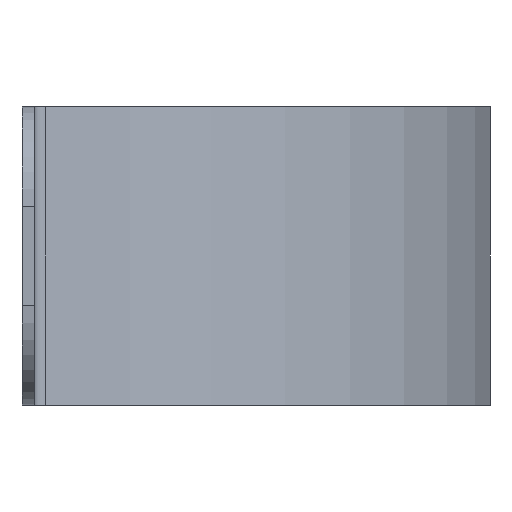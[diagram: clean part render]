
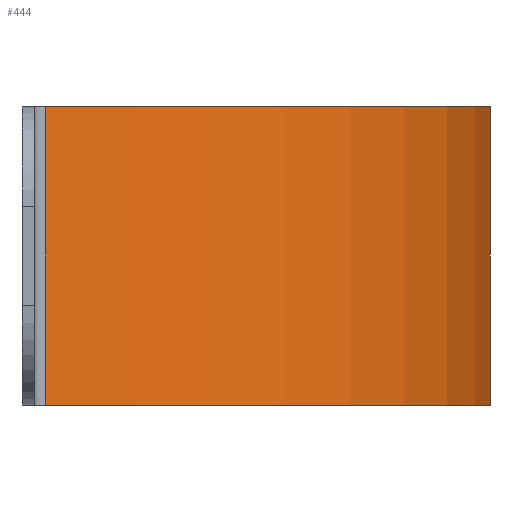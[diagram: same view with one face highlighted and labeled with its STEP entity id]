
A CAD part, left-side view. The second image highlights one B-rep face of the part: STEP entity #444.
In plain terms, the highlighted cylindrical face has radius 52.25 mm (diameter 104.5 mm), a partial arc.
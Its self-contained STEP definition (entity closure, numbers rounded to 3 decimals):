
#53=LINE('',#729,#89);
#60=LINE('',#754,#96);
#89=VECTOR('',#585,10.);
#96=VECTOR('',#616,10.);
#130=FACE_OUTER_BOUND('',#163,.T.);
#163=EDGE_LOOP('',(#380,#381,#382,#383));
#188=CIRCLE('',#492,52.25);
#193=CIRCLE('',#502,52.25);
#221=VERTEX_POINT('',#726);
#222=VERTEX_POINT('',#728);
#227=VERTEX_POINT('',#747);
#228=VERTEX_POINT('',#753);
#266=EDGE_CURVE('',#221,#222,#53,.T.);
#276=EDGE_CURVE('',#227,#222,#188,.T.);
#279=EDGE_CURVE('',#228,#227,#60,.T.);
#286=EDGE_CURVE('',#228,#221,#193,.T.);
#380=ORIENTED_EDGE('',*,*,#266,.F.);
#381=ORIENTED_EDGE('',*,*,#286,.F.);
#382=ORIENTED_EDGE('',*,*,#279,.T.);
#383=ORIENTED_EDGE('',*,*,#276,.T.);
#421=CYLINDRICAL_SURFACE('',#503,52.25);
#444=ADVANCED_FACE('',(#130),#421,.T.);
#492=AXIS2_PLACEMENT_3D('',#748,#607,#608);
#502=AXIS2_PLACEMENT_3D('',#766,#632,#633);
#503=AXIS2_PLACEMENT_3D('',#767,#634,#635);
#585=DIRECTION('',(0.,0.,-1.));
#607=DIRECTION('center_axis',(0.,0.,1.));
#608=DIRECTION('ref_axis',(-0.99,-0.14,0.));
#616=DIRECTION('',(0.,0.,-1.));
#632=DIRECTION('center_axis',(0.,0.,1.));
#633=DIRECTION('ref_axis',(-0.99,-0.14,0.));
#634=DIRECTION('center_axis',(0.,0.,1.));
#635=DIRECTION('ref_axis',(-0.99,-0.14,0.));
#726=CARTESIAN_POINT('',(51.734,-7.325,30.));
#728=CARTESIAN_POINT('',(51.734,-7.325,0.));
#729=CARTESIAN_POINT('',(51.734,-7.325,15.));
#747=CARTESIAN_POINT('',(-51.734,-7.325,0.));
#748=CARTESIAN_POINT('Origin',(0.,0.,
0.));
#753=CARTESIAN_POINT('',(-51.734,-7.325,30.));
#754=CARTESIAN_POINT('',(-51.734,-7.325,15.));
#766=CARTESIAN_POINT('Origin',(0.,0.,
30.));
#767=CARTESIAN_POINT('Origin',(0.,0.,
15.));
